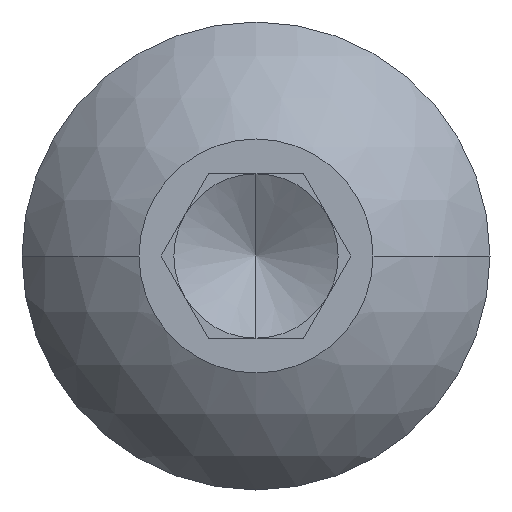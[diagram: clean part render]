
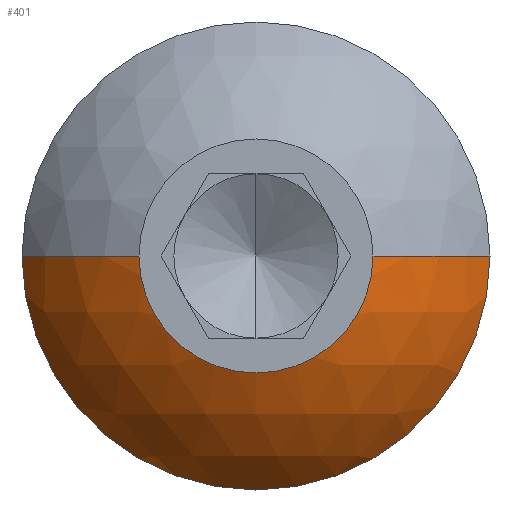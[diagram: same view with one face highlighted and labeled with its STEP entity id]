
A CAD part, left-side view. The second image highlights one B-rep face of the part: STEP entity #401.
In plain terms, the highlighted spherical face has radius 3.351 mm.
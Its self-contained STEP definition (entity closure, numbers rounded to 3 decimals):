
#3 = AXIS2_PLACEMENT_3D ( 'NONE', #660, #361, #258 ) ;
#20 = CARTESIAN_POINT ( 'NONE',  ( 1.27, 0., 0. ) ) ;
#35 = EDGE_CURVE ( 'NONE', #113, #524, #187, .T. ) ;
#51 = AXIS2_PLACEMENT_3D ( 'NONE', #274, #209, #593 ) ;
#52 = FACE_OUTER_BOUND ( 'NONE', #239, .T. ) ;
#70 = EDGE_CURVE ( 'NONE', #113, #761, #415, .T. ) ;
#71 = EDGE_CURVE ( 'NONE', #761, #299, #718, .T. ) ;
#95 = EDGE_CURVE ( 'NONE', #299, #658, #743, .T. ) ;
#96 = ORIENTED_EDGE ( 'NONE', *, *, #70, .T. ) ;
#113 = VERTEX_POINT ( 'NONE', #599 ) ;
#118 = CARTESIAN_POINT ( 'NONE',  ( 1.27, -2.85, 0. ) ) ;
#127 = ORIENTED_EDGE ( 'NONE', *, *, #674, .F. ) ;
#135 = DIRECTION ( 'NONE',  ( -1., 0., 0. ) ) ;
#157 = AXIS2_PLACEMENT_3D ( 'NONE', #389, #577, #697 ) ;
#172 = ORIENTED_EDGE ( 'NONE', *, *, #35, .F. ) ;
#187 = CIRCLE ( 'NONE', #755, 3.351 ) ;
#204 = ORIENTED_EDGE ( 'NONE', *, *, #95, .T. ) ;
#207 = ORIENTED_EDGE ( 'NONE', *, *, #71, .T. ) ;
#209 = DIRECTION ( 'NONE',  ( -1., 0., 0. ) ) ;
#239 = EDGE_LOOP ( 'NONE', ( #96, #207, #204, #127, #172 ) ) ;
#258 = DIRECTION ( 'NONE',  ( 0., 0., 1. ) ) ;
#274 = CARTESIAN_POINT ( 'NONE',  ( 1.27, 0., 0. ) ) ;
#275 = CARTESIAN_POINT ( 'NONE',  ( 0., 1.425, 0. ) ) ;
#299 = VERTEX_POINT ( 'NONE', #118 ) ;
#339 = DIRECTION ( 'NONE',  ( 1., 0., 0. ) ) ;
#361 = DIRECTION ( 'NONE',  ( -1., 0., 0. ) ) ;
#389 = CARTESIAN_POINT ( 'NONE',  ( 3.033, 0., 0. ) ) ;
#401 = ADVANCED_FACE ( 'NONE', ( #52 ), #689, .T. ) ;
#415 = CIRCLE ( 'NONE', #51, 2.85 ) ;
#465 = DIRECTION ( 'NONE',  ( 0., 0., 1. ) ) ;
#466 = CARTESIAN_POINT ( 'NONE',  ( 3.033, 0., 0. ) ) ;
#473 = CIRCLE ( 'NONE', #3, 1.425 ) ;
#523 = DIRECTION ( 'NONE',  ( 0., 0., -1. ) ) ;
#524 = VERTEX_POINT ( 'NONE', #275 ) ;
#566 = CARTESIAN_POINT ( 'NONE',  ( 1.27, 0., -2.85 ) ) ;
#577 = DIRECTION ( 'NONE',  ( 0., 0., -1. ) ) ;
#585 = CARTESIAN_POINT ( 'NONE',  ( 3.033, 0., 0. ) ) ;
#593 = DIRECTION ( 'NONE',  ( 0., 0., 1. ) ) ;
#599 = CARTESIAN_POINT ( 'NONE',  ( 1.27, 2.85, 0. ) ) ;
#640 = AXIS2_PLACEMENT_3D ( 'NONE', #20, #135, #465 ) ;
#658 = VERTEX_POINT ( 'NONE', #782 ) ;
#660 = CARTESIAN_POINT ( 'NONE',  ( 0., 0., 0. ) ) ;
#674 = EDGE_CURVE ( 'NONE', #524, #658, #473, .T. ) ;
#689 = SPHERICAL_SURFACE ( 'NONE', #769, 3.351 ) ;
#697 = DIRECTION ( 'NONE',  ( 0., 1., 0. ) ) ;
#706 = DIRECTION ( 'NONE',  ( 0., 1., 0. ) ) ;
#718 = CIRCLE ( 'NONE', #640, 2.85 ) ;
#743 = CIRCLE ( 'NONE', #157, 3.351 ) ;
#755 = AXIS2_PLACEMENT_3D ( 'NONE', #585, #770, #339 ) ;
#761 = VERTEX_POINT ( 'NONE', #566 ) ;
#769 = AXIS2_PLACEMENT_3D ( 'NONE', #466, #523, #706 ) ;
#770 = DIRECTION ( 'NONE',  ( 0., 0., 1. ) ) ;
#782 = CARTESIAN_POINT ( 'NONE',  ( 0., -1.425, 0. ) ) ;
